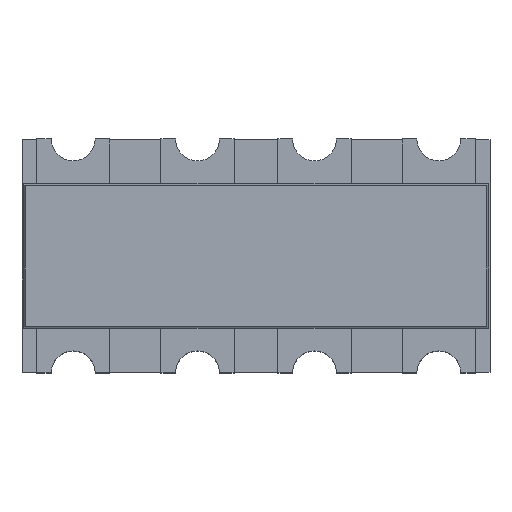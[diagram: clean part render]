
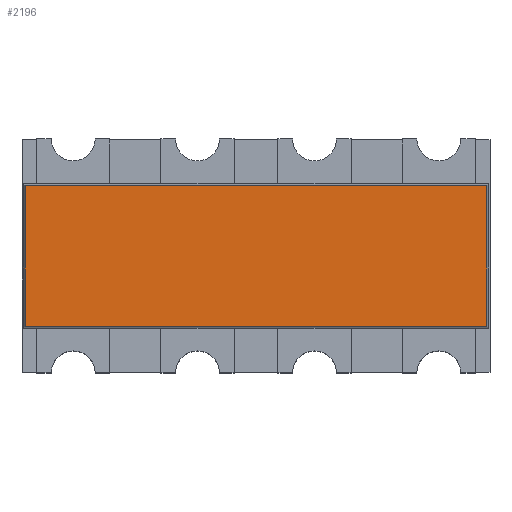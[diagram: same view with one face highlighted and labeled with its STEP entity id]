
A CAD part, top view. The second image highlights one B-rep face of the part: STEP entity #2196.
In plain terms, the highlighted planar face has unit normal (0, 0, 1).
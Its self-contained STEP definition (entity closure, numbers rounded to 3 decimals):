
#20 = FACE_OUTER_BOUND ( 'NONE', #1684, .T. ) ;
#372 = CARTESIAN_POINT ( 'NONE',  ( 1.577, 0.495, 0.55 ) ) ;
#442 = VECTOR ( 'NONE', #2712, 1000. ) ;
#709 = ORIENTED_EDGE ( 'NONE', *, *, #3915, .T. ) ;
#740 = AXIS2_PLACEMENT_3D ( 'NONE', #3973, #1767, #4332 ) ;
#744 = VERTEX_POINT ( 'NONE', #1559 ) ;
#754 = ORIENTED_EDGE ( 'NONE', *, *, #2274, .T. ) ;
#1098 = CARTESIAN_POINT ( 'NONE',  ( -1.577, -0.482, 0.55 ) ) ;
#1099 = DIRECTION ( 'NONE',  ( 0., 1., 0. ) ) ;
#1102 = ORIENTED_EDGE ( 'NONE', *, *, #1442, .T. ) ;
#1113 = VERTEX_POINT ( 'NONE', #1098 ) ;
#1149 = DIRECTION ( 'NONE',  ( -1., 0., 0. ) ) ;
#1184 = VECTOR ( 'NONE', #1149, 1000. ) ;
#1442 = EDGE_CURVE ( 'NONE', #1113, #744, #4330, .T. ) ;
#1559 = CARTESIAN_POINT ( 'NONE',  ( 1.577, -0.482, 0.55 ) ) ;
#1684 = EDGE_LOOP ( 'NONE', ( #709, #1102, #754, #3500 ) ) ;
#1767 = DIRECTION ( 'NONE',  ( 0., 0., 1. ) ) ;
#1851 = LINE ( 'NONE', #1948, #3811 ) ;
#1866 = VERTEX_POINT ( 'NONE', #3642 ) ;
#1947 = CARTESIAN_POINT ( 'NONE',  ( -1.577, 0.482, 0.55 ) ) ;
#1948 = CARTESIAN_POINT ( 'NONE',  ( -1.577, 0.495, 0.55 ) ) ;
#2196 = ADVANCED_FACE ( 'NONE', ( #20 ), #2420, .T. ) ;
#2274 = EDGE_CURVE ( 'NONE', #744, #1866, #3507, .T. ) ;
#2341 = CARTESIAN_POINT ( 'NONE',  ( -1.59, -0.482, 0.55 ) ) ;
#2420 = PLANE ( 'NONE',  #740 ) ;
#2712 = DIRECTION ( 'NONE',  ( 1., 0., 0. ) ) ;
#2801 = VERTEX_POINT ( 'NONE', #1947 ) ;
#3375 = CARTESIAN_POINT ( 'NONE',  ( -1.59, 0.482, 0.55 ) ) ;
#3430 = EDGE_CURVE ( 'NONE', #1866, #2801, #4017, .T. ) ;
#3500 = ORIENTED_EDGE ( 'NONE', *, *, #3430, .T. ) ;
#3507 = LINE ( 'NONE', #372, #4348 ) ;
#3642 = CARTESIAN_POINT ( 'NONE',  ( 1.577, 0.482, 0.55 ) ) ;
#3811 = VECTOR ( 'NONE', #4504, 1000. ) ;
#3915 = EDGE_CURVE ( 'NONE', #2801, #1113, #1851, .T. ) ;
#3973 = CARTESIAN_POINT ( 'NONE',  ( -1.59, -0.495, 0.55 ) ) ;
#4017 = LINE ( 'NONE', #3375, #1184 ) ;
#4330 = LINE ( 'NONE', #2341, #442 ) ;
#4332 = DIRECTION ( 'NONE',  ( 1., 0., 0. ) ) ;
#4348 = VECTOR ( 'NONE', #1099, 1000. ) ;
#4504 = DIRECTION ( 'NONE',  ( 0., -1., 0. ) ) ;
